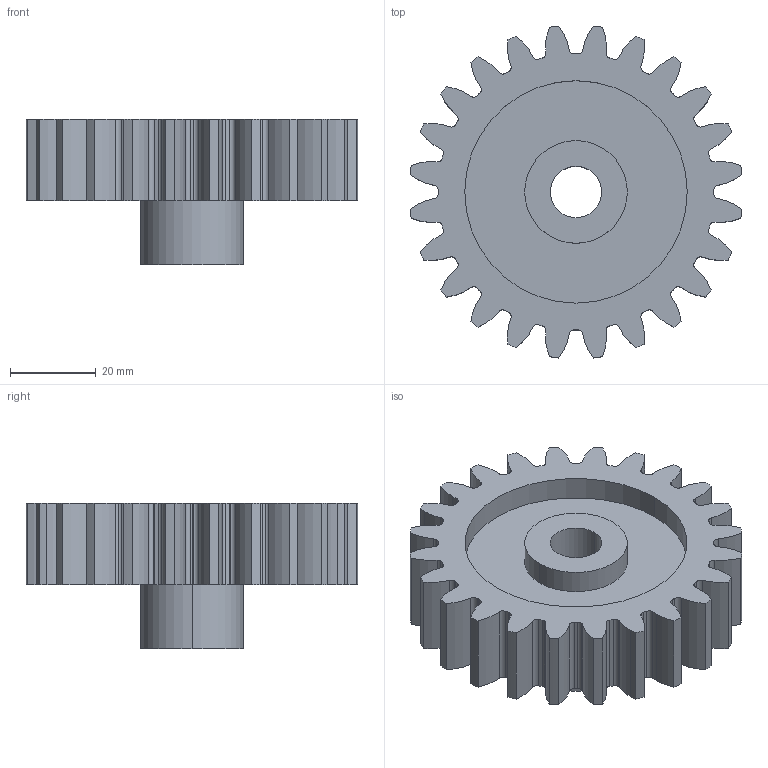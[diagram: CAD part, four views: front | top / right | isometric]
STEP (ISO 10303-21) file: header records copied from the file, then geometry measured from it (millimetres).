
FILE_DESCRIPTION (( 'STEP AP214' ), '1' );
FILE_NAME ('119-030-024.step', '2010-07-19T16:07:56', ( 'WMH Herion Antriebstechnik GmbH' ), ( 'WMH Herion Antriebstechnik GmbH' ), 'SwSTEP 2.0', 'SolidWorks 2010', '' );
FILE_SCHEMA (( 'AUTOMOTIVE_DESIGN' ));
Length unit declared in the file: millimetre
Products named in the file (1): 119-030-024
Bounding box: 77.58 x 77.58 x 34 mm (x, y, z)
Volume: 60837.5 mm3; surface area: 21323.6 mm2
Topology: 1 solids, 1 shells, 177 faces, 513 edges, 342 vertices
Faces by surface type: cylinder 171, plane 6
Entity records: 6087 total; most frequent: DIRECTION 1211, CARTESIAN_POINT 1033, ORIENTED_EDGE 1026, AXIS2_PLACEMENT_3D 520, EDGE_CURVE 513, CIRCLE 342, VERTEX_POINT 342, EDGE_LOOP 183
